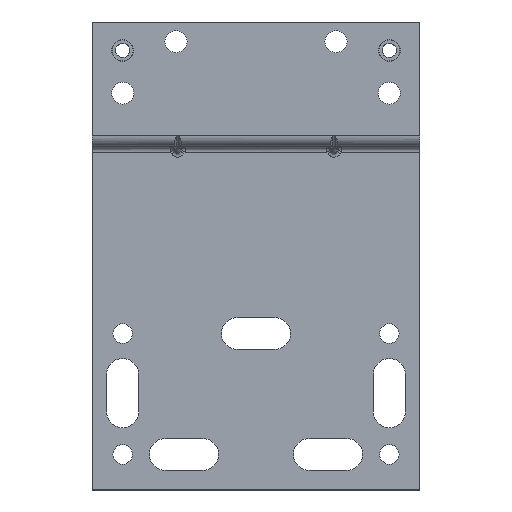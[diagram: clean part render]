
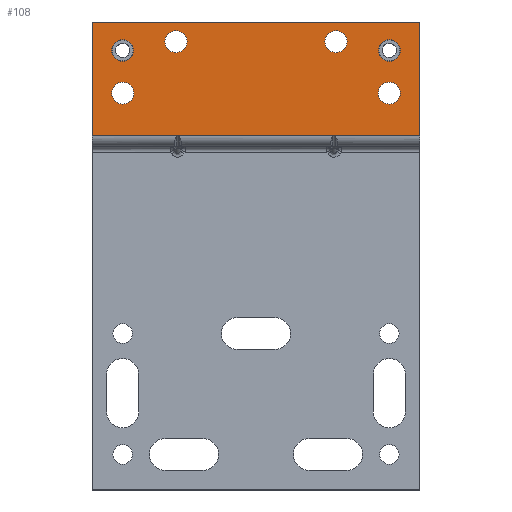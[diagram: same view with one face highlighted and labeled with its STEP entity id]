
A CAD part, top view. The second image highlights one B-rep face of the part: STEP entity #108.
In plain terms, the highlighted planar face has unit normal (0, 0, 1).
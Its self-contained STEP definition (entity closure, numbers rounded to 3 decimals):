
#101 = VECTOR ( 'NONE', #2007, 1000. ) ;
#108 = ADVANCED_FACE ( 'NONE', ( #1563, #1484, #1501, #1450, #1439, #1434, #1430 ), #3416, .F. ) ;
#110 = LINE ( 'NONE', #1574, #101 ) ;
#190 =( BOUNDED_CURVE ( )  B_SPLINE_CURVE ( 3, ( #798, #3598, #2033, #4556 ),
 .UNSPECIFIED., .F., .T. ) 
 B_SPLINE_CURVE_WITH_KNOTS ( ( 4, 4 ),
 ( 2.494, 3.789 ),
 .UNSPECIFIED. ) 
 CURVE ( )  GEOMETRIC_REPRESENTATION_ITEM ( )  RATIONAL_B_SPLINE_CURVE ( ( 1., 0.865, 0.865, 1. ) ) 
 REPRESENTATION_ITEM ( '' )  );
#219 = VERTEX_POINT ( 'NONE', #3622 ) ;
#253 = CARTESIAN_POINT ( 'NONE',  ( 21.925, 126.545, 70. ) ) ;
#270 = CARTESIAN_POINT ( 'NONE',  ( 21.786, 100.045, 70. ) ) ;
#285 = CARTESIAN_POINT ( 'NONE',  ( -22.214, 100.045, 70. ) ) ;
#384 = CARTESIAN_POINT ( 'NONE',  ( 45.425, 100.045, 70. ) ) ;
#431 = CIRCLE ( 'NONE', #2222, 3.1 ) ;
#540 = CARTESIAN_POINT ( 'NONE',  ( 21.425, 100.045, 70. ) ) ;
#541 = VERTEX_POINT ( 'NONE', #2075 ) ;
#553 = VERTEX_POINT ( 'NONE', #4584 ) ;
#650 = EDGE_CURVE ( 'NONE', #219, #219, #4658, .T. ) ;
#662 = CARTESIAN_POINT ( 'NONE',  ( 45.425, 132.045, 70. ) ) ;
#743 = DIRECTION ( 'NONE',  ( -1., 0., 0. ) ) ;
#798 = CARTESIAN_POINT ( 'NONE',  ( -22.937, 100.045, 70. ) ) ;
#834 = VERTEX_POINT ( 'NONE', #863 ) ;
#863 = CARTESIAN_POINT ( 'NONE',  ( -34.975, 112.045, 70. ) ) ;
#899 = VERTEX_POINT ( 'NONE', #3656 ) ;
#956 = DIRECTION ( 'NONE',  ( 0., 0., 1. ) ) ;
#965 = AXIS2_PLACEMENT_3D ( 'NONE', #2515, #4926, #2907 ) ;
#986 = DIRECTION ( 'NONE',  ( -1., 0., 0. ) ) ;
#1102 = VERTEX_POINT ( 'NONE', #4596 ) ;
#1114 = DIRECTION ( 'NONE',  ( 0., 0., 1. ) ) ;
#1191 = CIRCLE ( 'NONE', #965, 3.055 ) ;
#1199 = VERTEX_POINT ( 'NONE', #2036 ) ;
#1202 = CIRCLE ( 'NONE', #2057, 3.1 ) ;
#1279 = VERTEX_POINT ( 'NONE', #384 ) ;
#1389 = CARTESIAN_POINT ( 'NONE',  ( -46.575, 100.045, 70. ) ) ;
#1398 = EDGE_CURVE ( 'NONE', #1199, #4739, #2026, .T. ) ;
#1430 = FACE_OUTER_BOUND ( 'NONE', #3210, .T. ) ;
#1434 = FACE_BOUND ( 'NONE', #3179, .T. ) ;
#1439 = FACE_BOUND ( 'NONE', #3173, .T. ) ;
#1450 = FACE_BOUND ( 'NONE', #3156, .T. ) ;
#1484 = FACE_BOUND ( 'NONE', #3040, .T. ) ;
#1501 = FACE_BOUND ( 'NONE', #3096, .T. ) ;
#1563 = FACE_BOUND ( 'NONE', #3091, .T. ) ;
#1574 = CARTESIAN_POINT ( 'NONE',  ( 45.425, 98.545, 70. ) ) ;
#1587 = LINE ( 'NONE', #3450, #1650 ) ;
#1596 = CARTESIAN_POINT ( 'NONE',  ( 21.425, 132.045, 70. ) ) ;
#1650 = VECTOR ( 'NONE', #3825, 1000. ) ;
#1667 = ORIENTED_EDGE ( 'NONE', *, *, #2325, .F. ) ;
#1679 = ORIENTED_EDGE ( 'NONE', *, *, #3968, .F. ) ;
#1705 = LINE ( 'NONE', #540, #1716 ) ;
#1716 = VECTOR ( 'NONE', #986, 1000. ) ;
#1719 = ORIENTED_EDGE ( 'NONE', *, *, #2465, .F. ) ;
#1730 = ORIENTED_EDGE ( 'NONE', *, *, #650, .F. ) ;
#1739 = ORIENTED_EDGE ( 'NONE', *, *, #4703, .F. ) ;
#1745 = ORIENTED_EDGE ( 'NONE', *, *, #3942, .F. ) ;
#1761 = EDGE_CURVE ( 'NONE', #2045, #3569, #2435, .T. ) ;
#1768 = VERTEX_POINT ( 'NONE', #285 ) ;
#1782 = ORIENTED_EDGE ( 'NONE', *, *, #3366, .F. ) ;
#1789 = ORIENTED_EDGE ( 'NONE', *, *, #3684, .T. ) ;
#1791 = EDGE_CURVE ( 'NONE', #1279, #2049, #2387, .T. ) ;
#1798 = ORIENTED_EDGE ( 'NONE', *, *, #1791, .F. ) ;
#1810 = ORIENTED_EDGE ( 'NONE', *, *, #4886, .F. ) ;
#1844 = CARTESIAN_POINT ( 'NONE',  ( 21.425, 100.045, 70. ) ) ;
#1863 = ORIENTED_EDGE ( 'NONE', *, *, #1761, .F. ) ;
#1870 = ORIENTED_EDGE ( 'NONE', *, *, #3523, .T. ) ;
#1901 = ORIENTED_EDGE ( 'NONE', *, *, #1398, .F. ) ;
#1911 = ORIENTED_EDGE ( 'NONE', *, *, #2591, .T. ) ;
#1916 = DIRECTION ( 'NONE',  ( -1., 0., 0. ) ) ;
#1941 = CARTESIAN_POINT ( 'NONE',  ( 21.285, 100.283, 70. ) ) ;
#1948 = VECTOR ( 'NONE', #3788, 1000. ) ;
#1996 = AXIS2_PLACEMENT_3D ( 'NONE', #3453, #3438, #3432 ) ;
#2007 = DIRECTION ( 'NONE',  ( 0., -1., 0. ) ) ;
#2026 = LINE ( 'NONE', #1844, #1948 ) ;
#2033 = CARTESIAN_POINT ( 'NONE',  ( -22.436, 100.283, 70. ) ) ;
#2036 = CARTESIAN_POINT ( 'NONE',  ( -22.937, 100.045, 70. ) ) ;
#2045 = VERTEX_POINT ( 'NONE', #4699 ) ;
#2049 = VERTEX_POINT ( 'NONE', #2611 ) ;
#2057 = AXIS2_PLACEMENT_3D ( 'NONE', #4605, #2498, #4915 ) ;
#2075 = CARTESIAN_POINT ( 'NONE',  ( 33.87, 124.045, 70. ) ) ;
#2222 = AXIS2_PLACEMENT_3D ( 'NONE', #3359, #956, #3737 ) ;
#2234 = DIRECTION ( 'NONE',  ( 0., 0., 1. ) ) ;
#2252 = CARTESIAN_POINT ( 'NONE',  ( 36.925, 112.045, 70. ) ) ;
#2325 = EDGE_CURVE ( 'NONE', #541, #541, #3191, .T. ) ;
#2387 = LINE ( 'NONE', #4537, #2491 ) ;
#2435 = LINE ( 'NONE', #1596, #2451 ) ;
#2451 = VECTOR ( 'NONE', #2739, 1000. ) ;
#2465 = EDGE_CURVE ( 'NONE', #553, #553, #3319, .T. ) ;
#2491 = VECTOR ( 'NONE', #3576, 1000. ) ;
#2498 = DIRECTION ( 'NONE',  ( 0., 0., 1. ) ) ;
#2515 = CARTESIAN_POINT ( 'NONE',  ( -38.075, 124.045, 70. ) ) ;
#2591 = EDGE_CURVE ( 'NONE', #1199, #1768, #190, .T. ) ;
#2611 = CARTESIAN_POINT ( 'NONE',  ( 21.786, 100.045, 70. ) ) ;
#2739 = DIRECTION ( 'NONE',  ( 1., 0., 0. ) ) ;
#2770 = CARTESIAN_POINT ( 'NONE',  ( 21.564, 100.283, 70. ) ) ;
#2907 = DIRECTION ( 'NONE',  ( -1., 0., 0. ) ) ;
#3040 = EDGE_LOOP ( 'NONE', ( #1679 ) ) ;
#3084 = VERTEX_POINT ( 'NONE', #4920 ) ;
#3091 = EDGE_LOOP ( 'NONE', ( #1667 ) ) ;
#3096 = EDGE_LOOP ( 'NONE', ( #1719 ) ) ;
#3154 = DIRECTION ( 'NONE',  ( 0., 0., 1. ) ) ;
#3156 = EDGE_LOOP ( 'NONE', ( #1730 ) ) ;
#3173 = EDGE_LOOP ( 'NONE', ( #1739 ) ) ;
#3179 = EDGE_LOOP ( 'NONE', ( #1745 ) ) ;
#3191 = CIRCLE ( 'NONE', #3818, 3.055 ) ;
#3210 = EDGE_LOOP ( 'NONE', ( #1782, #1789, #1798, #1810, #1863, #1870, #1901, #1911 ) ) ;
#3319 = CIRCLE ( 'NONE', #4223, 3.1 ) ;
#3359 = CARTESIAN_POINT ( 'NONE',  ( -23.075, 126.545, 70. ) ) ;
#3366 = EDGE_CURVE ( 'NONE', #3084, #1768, #1705, .T. ) ;
#3380 =( BOUNDED_CURVE ( )  B_SPLINE_CURVE ( 3, ( #3870, #1941, #2770, #270 ),
 .UNSPECIFIED., .F., .F. ) 
 B_SPLINE_CURVE_WITH_KNOTS ( ( 4, 4 ),
 ( 5.636, 6.93 ),
 .UNSPECIFIED. ) 
 CURVE ( )  GEOMETRIC_REPRESENTATION_ITEM ( )  RATIONAL_B_SPLINE_CURVE ( ( 1., 0.865, 0.865, 1. ) ) 
 REPRESENTATION_ITEM ( '' )  );
#3416 = PLANE ( 'NONE',  #1996 ) ;
#3432 = DIRECTION ( 'NONE',  ( -1., 0., 0. ) ) ;
#3438 = DIRECTION ( 'NONE',  ( 0., 0., -1. ) ) ;
#3450 = CARTESIAN_POINT ( 'NONE',  ( -46.575, 98.545, 70. ) ) ;
#3453 = CARTESIAN_POINT ( 'NONE',  ( 21.425, 100.965, 70. ) ) ;
#3501 = CARTESIAN_POINT ( 'NONE',  ( 36.925, 124.045, 70. ) ) ;
#3523 = EDGE_CURVE ( 'NONE', #2045, #4739, #1587, .T. ) ;
#3569 = VERTEX_POINT ( 'NONE', #662 ) ;
#3576 = DIRECTION ( 'NONE',  ( -1., 0., 0. ) ) ;
#3598 = CARTESIAN_POINT ( 'NONE',  ( -22.715, 100.283, 70. ) ) ;
#3622 = CARTESIAN_POINT ( 'NONE',  ( 33.825, 112.045, 70. ) ) ;
#3656 = CARTESIAN_POINT ( 'NONE',  ( -41.13, 124.045, 70. ) ) ;
#3684 = EDGE_CURVE ( 'NONE', #3084, #2049, #3380, .T. ) ;
#3737 = DIRECTION ( 'NONE',  ( 1., 0., 0. ) ) ;
#3788 = DIRECTION ( 'NONE',  ( -1., 0., 0. ) ) ;
#3818 = AXIS2_PLACEMENT_3D ( 'NONE', #3501, #1114, #3871 ) ;
#3825 = DIRECTION ( 'NONE',  ( 0., -1., 0. ) ) ;
#3870 = CARTESIAN_POINT ( 'NONE',  ( 21.063, 100.045, 70. ) ) ;
#3871 = DIRECTION ( 'NONE',  ( -1., 0., 0. ) ) ;
#3942 = EDGE_CURVE ( 'NONE', #834, #834, #1202, .T. ) ;
#3968 = EDGE_CURVE ( 'NONE', #899, #899, #1191, .T. ) ;
#4071 = AXIS2_PLACEMENT_3D ( 'NONE', #2252, #2234, #1916 ) ;
#4223 = AXIS2_PLACEMENT_3D ( 'NONE', #253, #3154, #743 ) ;
#4537 = CARTESIAN_POINT ( 'NONE',  ( 91.465, 100.045, 70. ) ) ;
#4556 = CARTESIAN_POINT ( 'NONE',  ( -22.214, 100.045, 70. ) ) ;
#4584 = CARTESIAN_POINT ( 'NONE',  ( 18.825, 126.545, 70. ) ) ;
#4596 = CARTESIAN_POINT ( 'NONE',  ( -19.975, 126.545, 70. ) ) ;
#4605 = CARTESIAN_POINT ( 'NONE',  ( -38.075, 112.045, 70. ) ) ;
#4658 = CIRCLE ( 'NONE', #4071, 3.1 ) ;
#4699 = CARTESIAN_POINT ( 'NONE',  ( -46.575, 132.045, 70. ) ) ;
#4703 = EDGE_CURVE ( 'NONE', #1102, #1102, #431, .T. ) ;
#4739 = VERTEX_POINT ( 'NONE', #1389 ) ;
#4886 = EDGE_CURVE ( 'NONE', #3569, #1279, #110, .T. ) ;
#4915 = DIRECTION ( 'NONE',  ( 1., 0., 0. ) ) ;
#4920 = CARTESIAN_POINT ( 'NONE',  ( 21.063, 100.045, 70. ) ) ;
#4926 = DIRECTION ( 'NONE',  ( 0., 0., 1. ) ) ;
